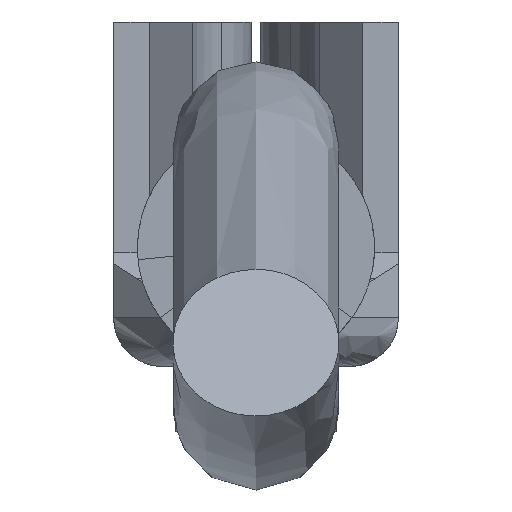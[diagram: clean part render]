
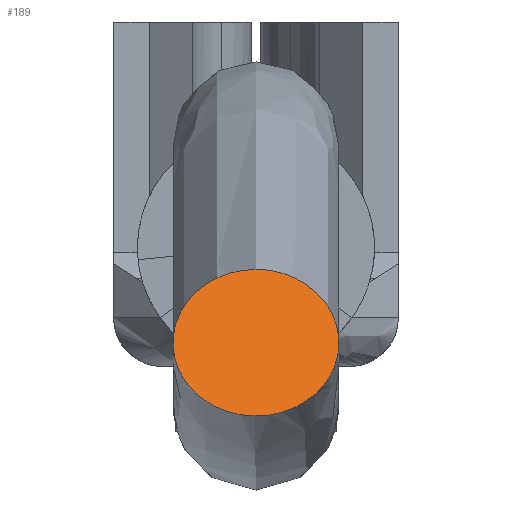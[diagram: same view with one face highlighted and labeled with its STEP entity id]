
A CAD part, front view. The second image highlights one B-rep face of the part: STEP entity #189.
In plain terms, the highlighted free-form (B-spline) face has degree [1, 1] with [2, 2] control points.
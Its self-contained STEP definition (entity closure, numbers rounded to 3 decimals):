
#163=CARTESIAN_POINT('F54',(-1.242,-17.614,
   0.845));
#164=CARTESIAN_POINT('F54',(-1.242,-18.629,
   -1.063));
#165=CARTESIAN_POINT('F54',(1.242,-17.614,
   0.845));
#166=CARTESIAN_POINT('F54',(1.242,-18.629,
   -1.063));
#167=B_SPLINE_SURFACE_WITH_KNOTS('F54',1,1,((#163,#165),(#164,
   #166)),.PLANE_SURF.,.F.,.F.,.U.,(2,2),(2,2),(0.0,1.0),(0.0,
   1.15),.UNSPECIFIED.);
#168=CARTESIAN_POINT('V21',(0.,-17.628,
   0.818));
#169=VERTEX_POINT('V21',#168);
#170=CARTESIAN_POINT('E25',(0.,-17.628,
   0.818));
#171=CARTESIAN_POINT('E25',(-1.212,-17.628,
   0.818));
#172=CARTESIAN_POINT('E25',(-0.606,-18.121,
   -0.109));
#173=CARTESIAN_POINT('E25',(0.,-18.615,
   -1.036));
#174=CARTESIAN_POINT('E25',(0.606,-18.121,
   -0.109));
#175=CARTESIAN_POINT('E25',(1.212,-17.628,
   0.818));
#176=CARTESIAN_POINT('E25',(0.,-17.628,
   0.818));
#184=(BOUNDED_CURVE()B_SPLINE_CURVE(2,(#170,#171,#172,#173,#174,
   #175,#176),.CIRCULAR_ARC.,.T.,.U.)B_SPLINE_CURVE_WITH_KNOTS((3,
   2,2,3),(0.0,0.333,0.667,1.0),
   .UNSPECIFIED.)CURVE()GEOMETRIC_REPRESENTATION_ITEM()
   RATIONAL_B_SPLINE_CURVE((1.0,0.5,1.0,
   0.5,1.0,0.5,1.0))REPRESENTATION_ITEM(
   'E25'));
#185=EDGE_CURVE('E25',#169,#169,#184,.T.);
#186=ORIENTED_EDGE('E25',*,*,#185,.T.);
#187=EDGE_LOOP('F54',(#186));
#188=FACE_OUTER_BOUND('F54',#187,.T.);
#189=ADVANCED_FACE('F54',(#188),#167,.T.);
